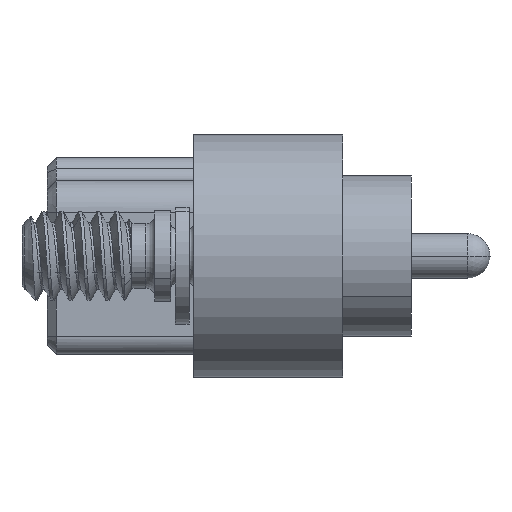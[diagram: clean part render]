
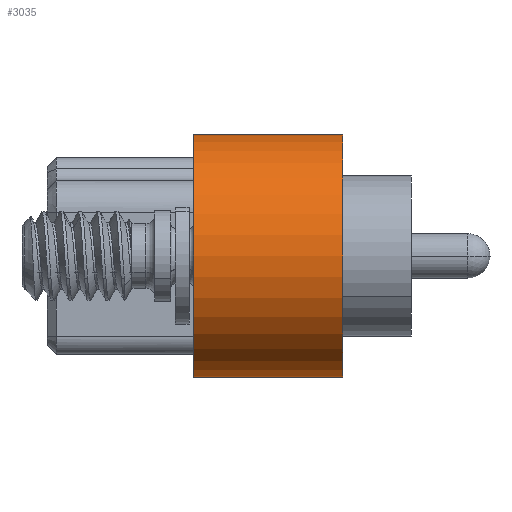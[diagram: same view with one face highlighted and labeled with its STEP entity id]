
A CAD part, left-side view. The second image highlights one B-rep face of the part: STEP entity #3035.
In plain terms, the highlighted cylindrical face has radius 2.65 mm (diameter 5.3 mm), a partial arc.
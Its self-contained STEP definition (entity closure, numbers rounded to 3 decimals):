
#921=DIRECTION('',(0.,-1.,0.));
#922=VECTOR('',#921,3.25);
#923=CARTESIAN_POINT('',(-8.,-3.2,2.65));
#924=LINE('',#923,#922);
#928=DIRECTION('',(0.,1.,0.));
#929=VECTOR('',#928,3.25);
#930=CARTESIAN_POINT('',(-8.,-6.45,-2.65));
#931=LINE('',#930,#929);
#1059=CARTESIAN_POINT('',(-8.,-6.45,0.));
#1060=DIRECTION('',(0.,-1.,0.));
#1061=DIRECTION('',(0.,0.,1.));
#1062=AXIS2_PLACEMENT_3D('',#1059,#1060,#1061);
#1227=CARTESIAN_POINT('',(-8.,-3.2,0.));
#1228=DIRECTION('',(0.,-1.,0.));
#1229=DIRECTION('',(0.,0.,1.));
#1230=AXIS2_PLACEMENT_3D('',#1227,#1228,#1229);
#1987=CARTESIAN_POINT('',(-8.,-3.2,2.65));
#1988=CARTESIAN_POINT('',(-8.,-3.2,-2.65));
#1989=VERTEX_POINT('',#1987);
#1990=VERTEX_POINT('',#1988);
#2231=CARTESIAN_POINT('',(-8.,-6.45,2.65));
#2232=CARTESIAN_POINT('',(-8.,-6.45,-2.65));
#2233=VERTEX_POINT('',#2231);
#2234=VERTEX_POINT('',#2232);
#3022=CARTESIAN_POINT('',(-8.,-3.2,0.));
#3023=DIRECTION('',(0.,1.,0.));
#3024=DIRECTION('',(1.,0.,0.));
#3025=AXIS2_PLACEMENT_3D('',#3022,#3023,#3024);
#3026=CYLINDRICAL_SURFACE('',#3025,2.65);
#3027=ORIENTED_EDGE('',*,*,#2934,.T.);
#3029=ORIENTED_EDGE('',*,*,#3028,.T.);
#3030=ORIENTED_EDGE('',*,*,#2984,.T.);
#3032=ORIENTED_EDGE('',*,*,#3031,.F.);
#3033=EDGE_LOOP('',(#3027,#3029,#3030,#3032));
#3034=FACE_OUTER_BOUND('',#3033,.F.);
#3035=ADVANCED_FACE('',(#3034),#3026,.T.);
#1063=CIRCLE('',#1062,2.65);
#1231=CIRCLE('',#1230,2.65);
#2934=EDGE_CURVE('',#1989,#2233,#924,.T.);
#2984=EDGE_CURVE('',#2234,#1990,#931,.T.);
#3028=EDGE_CURVE('',#2233,#2234,#1063,.T.);
#3031=EDGE_CURVE('',#1989,#1990,#1231,.T.);
